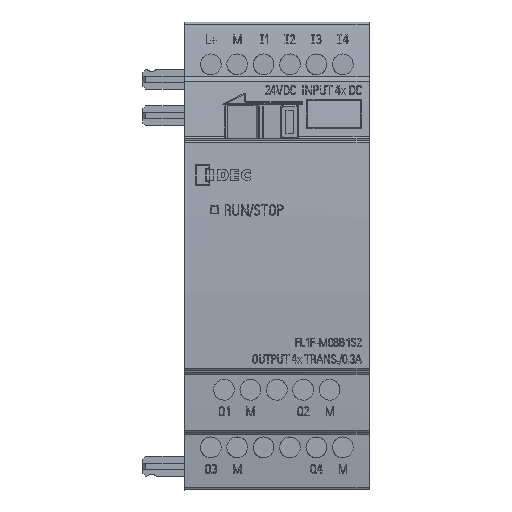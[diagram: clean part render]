
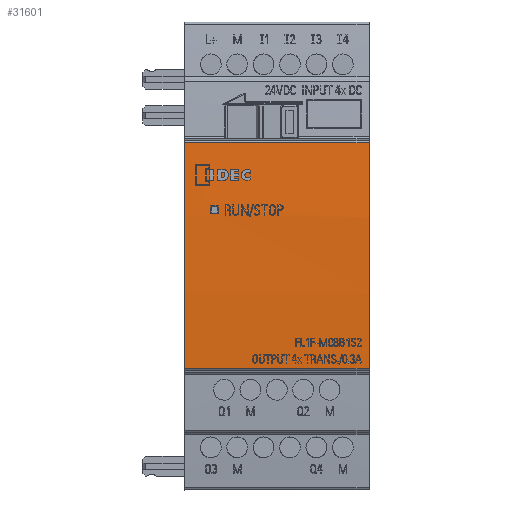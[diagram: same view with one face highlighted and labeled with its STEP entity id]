
A CAD part, top view. The second image highlights one B-rep face of the part: STEP entity #31601.
In plain terms, the highlighted cylindrical face has radius 350.75 mm (diameter 701.5 mm), a partial arc.
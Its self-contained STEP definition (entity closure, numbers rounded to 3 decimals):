
#1544 = CARTESIAN_POINT ( 'NONE',  ( -12.75, 53.03, -8.057 ) ) ;
#1597 = CARTESIAN_POINT ( 'NONE',  ( -17.75, -297.628, 0. ) ) ;
#1628 = LINE ( 'NONE', #60957, #5864 ) ;
#2578 = CARTESIAN_POINT ( 'NONE',  ( -11.25, 52.992, -9.558 ) ) ;
#2746 = VERTEX_POINT ( 'NONE', #59464 ) ;
#5864 = VECTOR ( 'NONE', #54200, 1000. ) ;
#6309 = AXIS2_PLACEMENT_3D ( 'NONE', #44046, #37293, #30541 ) ;
#9270 = CARTESIAN_POINT ( 'NONE',  ( -12.75, 52.992, -9.558 ) ) ;
#9382 = LINE ( 'NONE', #2578, #58947 ) ;
#13140 = VERTEX_POINT ( 'NONE', #48541 ) ;
#14419 = ORIENTED_EDGE ( 'NONE', *, *, #17548, .T. ) ;
#15636 = VERTEX_POINT ( 'NONE', #16549 ) ;
#16031 = CARTESIAN_POINT ( 'NONE',  ( -12.75, 53.006, -9.058 ) ) ;
#16261 = EDGE_CURVE ( 'NONE', #13140, #36479, #24386, .T. ) ;
#16549 = CARTESIAN_POINT ( 'NONE',  ( -11.25, 53.03, -8.057 ) ) ;
#16674 = CYLINDRICAL_SURFACE ( 'NONE', #23511, 350.75 ) ;
#16717 = ORIENTED_EDGE ( 'NONE', *, *, #25156, .T. ) ;
#16964 = EDGE_CURVE ( 'NONE', #61293, #30450, #21670, .T. ) ;
#17368 = ORIENTED_EDGE ( 'NONE', *, *, #16261, .T. ) ;
#17548 = EDGE_CURVE ( 'NONE', #49631, #15636, #37046, .T. ) ;
#17677 = ORIENTED_EDGE ( 'NONE', *, *, #41089, .T. ) ;
#18911 = ORIENTED_EDGE ( 'NONE', *, *, #36994, .T. ) ;
#19063 = ORIENTED_EDGE ( 'NONE', *, *, #43839, .T. ) ;
#21670 = B_SPLINE_CURVE_WITH_KNOTS ( 'NONE', 3,
 ( #56633, #22817, #16031, #9270 ),
 .UNSPECIFIED., .F., .F.,
 ( 4, 4 ),
 ( 0., 1. ),
 .UNSPECIFIED. ) ;
#21815 = FACE_BOUND ( 'NONE', #47516, .T. ) ;
#22139 = VECTOR ( 'NONE', #34425, 1000. ) ;
#22650 = DIRECTION ( 'NONE',  ( -1., 0., 0. ) ) ;
#22817 = CARTESIAN_POINT ( 'NONE',  ( -12.75, 53.018, -8.557 ) ) ;
#23511 = AXIS2_PLACEMENT_3D ( 'NONE', #1597, #39051, #32316 ) ;
#24386 = CIRCLE ( 'NONE', #52195, 350.75 ) ;
#25156 = EDGE_CURVE ( 'NONE', #30450, #49631, #9382, .T. ) ;
#25981 = CARTESIAN_POINT ( 'NONE',  ( -11.25, 53.03, -8.057 ) ) ;
#29443 = CARTESIAN_POINT ( 'NONE',  ( -17.75, 52.452, -21.679 ) ) ;
#29979 = EDGE_LOOP ( 'NONE', ( #17368, #18911, #17677, #19063 ) ) ;
#30450 = VERTEX_POINT ( 'NONE', #38127 ) ;
#30541 = DIRECTION ( 'NONE',  ( 0., 0., -1. ) ) ;
#31601 = ADVANCED_FACE ( 'NONE', ( #58853, #21815 ), #16674, .T. ) ;
#32089 = CARTESIAN_POINT ( 'NONE',  ( -17.75, 52.452, 21.679 ) ) ;
#32316 = DIRECTION ( 'NONE',  ( 0., 0., -1. ) ) ;
#32751 = CARTESIAN_POINT ( 'NONE',  ( -11.25, 53.018, -8.557 ) ) ;
#34425 = DIRECTION ( 'NONE',  ( 1., 0., 0. ) ) ;
#36479 = VERTEX_POINT ( 'NONE', #32089 ) ;
#36994 = EDGE_CURVE ( 'NONE', #36479, #2746, #47954, .T. ) ;
#37046 = B_SPLINE_CURVE_WITH_KNOTS ( 'NONE', 3,
 ( #46266, #39500, #32751, #25981 ),
 .UNSPECIFIED., .F., .F.,
 ( 4, 4 ),
 ( 0., 1. ),
 .UNSPECIFIED. ) ;
#37293 = DIRECTION ( 'NONE',  ( -1., 0., 0. ) ) ;
#38127 = CARTESIAN_POINT ( 'NONE',  ( -12.75, 52.992, -9.558 ) ) ;
#39051 = DIRECTION ( 'NONE',  ( 1., 0., 0. ) ) ;
#39500 = CARTESIAN_POINT ( 'NONE',  ( -11.25, 53.006, -9.058 ) ) ;
#39904 = CIRCLE ( 'NONE', #6309, 350.75 ) ;
#40061 = CARTESIAN_POINT ( 'NONE',  ( -11.25, 52.992, -9.558 ) ) ;
#41089 = EDGE_CURVE ( 'NONE', #2746, #64413, #39904, .T. ) ;
#41209 = CARTESIAN_POINT ( 'NONE',  ( -17.75, 52.452, 21.679 ) ) ;
#41567 = ORIENTED_EDGE ( 'NONE', *, *, #52221, .T. ) ;
#42963 = LINE ( 'NONE', #29443, #48263 ) ;
#43839 = EDGE_CURVE ( 'NONE', #64413, #13140, #42963, .T. ) ;
#44046 = CARTESIAN_POINT ( 'NONE',  ( 17.75, -297.628, 0. ) ) ;
#44738 = DIRECTION ( 'NONE',  ( 0., 0., -1. ) ) ;
#44993 = ORIENTED_EDGE ( 'NONE', *, *, #16964, .T. ) ;
#45315 = CARTESIAN_POINT ( 'NONE',  ( 17.75, 52.452, -21.679 ) ) ;
#46266 = CARTESIAN_POINT ( 'NONE',  ( -11.25, 52.992, -9.558 ) ) ;
#47516 = EDGE_LOOP ( 'NONE', ( #14419, #41567, #44993, #16717 ) ) ;
#47954 = LINE ( 'NONE', #41209, #22139 ) ;
#48263 = VECTOR ( 'NONE', #22650, 1000. ) ;
#48541 = CARTESIAN_POINT ( 'NONE',  ( -17.75, 52.452, -21.679 ) ) ;
#49631 = VERTEX_POINT ( 'NONE', #40061 ) ;
#51483 = DIRECTION ( 'NONE',  ( 1., 0., 0. ) ) ;
#52195 = AXIS2_PLACEMENT_3D ( 'NONE', #58220, #51483, #44738 ) ;
#52221 = EDGE_CURVE ( 'NONE', #15636, #61293, #1628, .T. ) ;
#54200 = DIRECTION ( 'NONE',  ( -1., 0., 0. ) ) ;
#56633 = CARTESIAN_POINT ( 'NONE',  ( -12.75, 53.03, -8.057 ) ) ;
#58220 = CARTESIAN_POINT ( 'NONE',  ( -17.75, -297.628, 0. ) ) ;
#58853 = FACE_OUTER_BOUND ( 'NONE', #29979, .T. ) ;
#58947 = VECTOR ( 'NONE', #61915, 1000. ) ;
#59464 = CARTESIAN_POINT ( 'NONE',  ( 17.75, 52.452, 21.679 ) ) ;
#60957 = CARTESIAN_POINT ( 'NONE',  ( -17.75, 53.03, -8.057 ) ) ;
#61293 = VERTEX_POINT ( 'NONE', #1544 ) ;
#61915 = DIRECTION ( 'NONE',  ( 1., 0., 0. ) ) ;
#64413 = VERTEX_POINT ( 'NONE', #45315 ) ;
